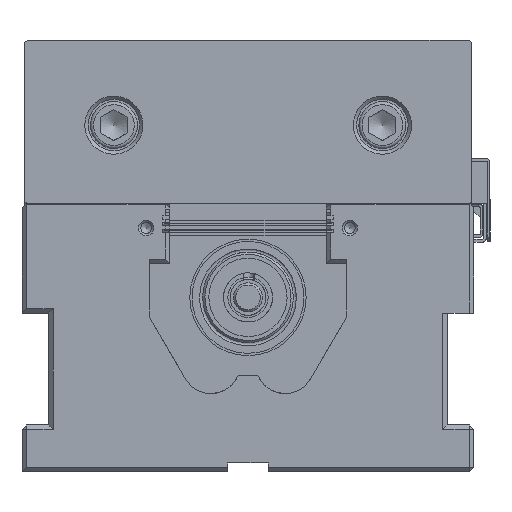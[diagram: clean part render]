
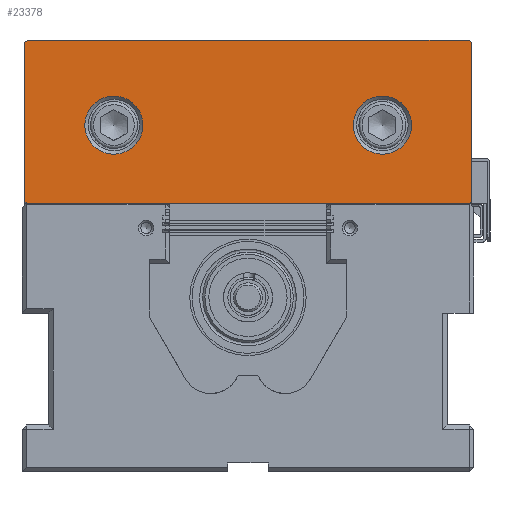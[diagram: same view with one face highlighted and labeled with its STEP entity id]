
A CAD part, front view. The second image highlights one B-rep face of the part: STEP entity #23378.
In plain terms, the highlighted planar face has unit normal (0, -1, 0).
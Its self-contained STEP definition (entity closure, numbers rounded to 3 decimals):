
#1456=FACE_BOUND($,#5070,.T.);
#1457=FACE_BOUND($,#5071,.T.);
#2243=CIRCLE($,#25318,13.);
#2244=CIRCLE($,#25320,13.);
#3424=FACE_OUTER_BOUND($,#5069,.T.);
#5069=EDGE_LOOP($,(#18447,#18448,#18449,#18450,#18451,#18452,#18453,#18454));
#5070=EDGE_LOOP($,(#18455));
#5071=EDGE_LOOP($,(#18456));
#7373=LINE($,#37333,#9335);
#7379=LINE($,#37346,#9341);
#7385=LINE($,#37359,#9347);
#7393=LINE($,#37375,#9355);
#7402=LINE($,#37388,#9364);
#7403=LINE($,#37390,#9365);
#7404=LINE($,#37414,#9366);
#7405=LINE($,#37415,#9367);
#9335=VECTOR($,#29761,1.414);
#9341=VECTOR($,#29771,1.414);
#9347=VECTOR($,#29781,1.414);
#9355=VECTOR($,#29795,1.414);
#9364=VECTOR($,#29812,71.);
#9365=VECTOR($,#29815,197.5);
#9366=VECTOR($,#29846,71.);
#9367=VECTOR($,#29847,197.5);
#11216=VERTEX_POINT($,#37331);
#11217=VERTEX_POINT($,#37332);
#11221=VERTEX_POINT($,#37344);
#11222=VERTEX_POINT($,#37345);
#11226=VERTEX_POINT($,#37357);
#11227=VERTEX_POINT($,#37358);
#11231=VERTEX_POINT($,#37373);
#11232=VERTEX_POINT($,#37374);
#11240=VERTEX_POINT($,#37411);
#11241=VERTEX_POINT($,#37416);
#13860=EDGE_CURVE($,#11216,#11217,#7373,.T.);
#13866=EDGE_CURVE($,#11221,#11222,#7379,.T.);
#13872=EDGE_CURVE($,#11226,#11227,#7385,.T.);
#13880=EDGE_CURVE($,#11231,#11232,#7393,.T.);
#13889=EDGE_CURVE($,#11227,#11216,#7402,.T.);
#13890=EDGE_CURVE($,#11232,#11226,#7403,.T.);
#13898=EDGE_CURVE($,#11240,#11240,#2243,.T.);
#13899=EDGE_CURVE($,#11222,#11231,#7404,.T.);
#13900=EDGE_CURVE($,#11217,#11221,#7405,.T.);
#13901=EDGE_CURVE($,#11241,#11241,#2244,.T.);
#18447=ORIENTED_EDGE($,*,*,#13860,.F.);
#18448=ORIENTED_EDGE($,*,*,#13889,.F.);
#18449=ORIENTED_EDGE($,*,*,#13872,.F.);
#18450=ORIENTED_EDGE($,*,*,#13890,.F.);
#18451=ORIENTED_EDGE($,*,*,#13880,.F.);
#18452=ORIENTED_EDGE($,*,*,#13899,.F.);
#18453=ORIENTED_EDGE($,*,*,#13866,.F.);
#18454=ORIENTED_EDGE($,*,*,#13900,.F.);
#18455=ORIENTED_EDGE($,*,*,#13901,.F.);
#18456=ORIENTED_EDGE($,*,*,#13898,.F.);
#22252=PLANE($,#25319);
#23378=ADVANCED_FACE($,(#3424,#1456,#1457),#22252,.F.);
#25318=AXIS2_PLACEMENT_3D($,#37412,#29842,#29843);
#25319=AXIS2_PLACEMENT_3D($,#37413,#29844,#29845);
#25320=AXIS2_PLACEMENT_3D($,#37417,#29848,#29849);
#29761=DIRECTION($,(-0.707,0.,-0.707));
#29771=DIRECTION($,(-0.707,0.,0.707));
#29781=DIRECTION($,(0.707,0.,-0.707));
#29795=DIRECTION($,(0.707,0.,0.707));
#29812=DIRECTION($,(0.,0.,-1.));
#29815=DIRECTION($,(1.,0.,0.));
#29842=DIRECTION('center_axis',(0.,-1.,0.));
#29843=DIRECTION('ref_axis',(-1.,0.,0.));
#29844=DIRECTION('center_axis',(0.,1.,0.));
#29845=DIRECTION('ref_axis',(0.,0.,1.));
#29846=DIRECTION($,(0.,0.,1.));
#29847=DIRECTION($,(-1.,0.,0.));
#29848=DIRECTION('center_axis',(0.,-1.,0.));
#29849=DIRECTION('ref_axis',(-1.,0.,0.));
#37331=CARTESIAN_POINT('',(99.75,-10.,-35.5));
#37332=CARTESIAN_POINT('',(98.75,-10.,-36.5));
#37333=CARTESIAN_POINT($,(83.437,-10.,-51.813));
#37344=CARTESIAN_POINT('',(-98.75,-10.,-36.5));
#37345=CARTESIAN_POINT('',(-99.75,-10.,-35.5));
#37346=CARTESIAN_POINT($,(-83.437,-10.,-51.813));
#37357=CARTESIAN_POINT('',(98.75,-10.,36.5));
#37358=CARTESIAN_POINT('',(99.75,-10.,35.5));
#37359=CARTESIAN_POINT($,(83.438,-10.,51.813));
#37373=CARTESIAN_POINT('',(-99.75,-10.,35.5));
#37374=CARTESIAN_POINT('',(-98.75,-10.,36.5));
#37375=CARTESIAN_POINT($,(-83.437,-10.,51.813));
#37388=CARTESIAN_POINT($,(99.75,-10.,-36.5));
#37390=CARTESIAN_POINT($,(99.75,-10.,36.5));
#37411=CARTESIAN_POINT('',(73.,-10.,-1.5));
#37412=CARTESIAN_POINT('Origin',(60.,-10.,-1.5));
#37413=CARTESIAN_POINT('Origin',(0.,-10.,0.));
#37414=CARTESIAN_POINT($,(-99.75,-10.,36.5));
#37415=CARTESIAN_POINT($,(-99.75,-10.,-36.5));
#37416=CARTESIAN_POINT('',(-47.,-10.,-1.5));
#37417=CARTESIAN_POINT('Origin',(-60.,-10.,-1.5));
